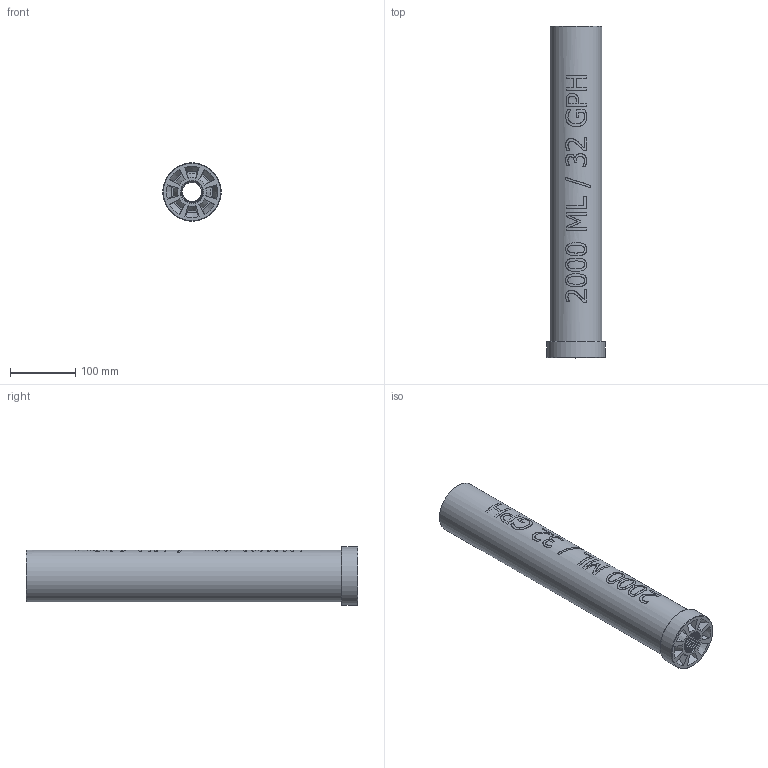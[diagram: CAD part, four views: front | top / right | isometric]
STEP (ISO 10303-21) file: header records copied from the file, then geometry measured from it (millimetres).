
FILE_DESCRIPTION((''),'2;1');
FILE_NAME('PV#1-2000_R0.stp','2016-03-17T11:17:29',('Engineering'),(''),'Autodesk Inventor 2009','Autodesk Inventor 2009','');
FILE_SCHEMA(('AUTOMOTIVE_DESIGN { 1 0 10303 214 1 1 1 1 }'));
Length unit declared in the file: inch
Products named in the file (3): PV#1-2000_R0; PV2000-ENCAP; PV-2000-TUBE_R0
Assembly tree (2 placements, depth 2):
  PV#1-2000_R0
    PV2000-ENCAP
    PV-2000-TUBE_R0
Bounding box: 89.34 x 508 x 89.34 mm (x, y, z)
Volume: 294051.9 mm3; surface area: 275380 mm2
Topology: 2 solids, 2 shells, 367 faces, 965 edges, 627 vertices
Faces by surface type: bspline 170, plane 121, cone 39, cylinder 37
Full cylindrical faces by diameter (mm): 29.367 x8, 76.327 x1, 79.375 x1, 89.343 x1
Entity records: 61804 total; most frequent: CARTESIAN_POINT 53990, ORIENTED_EDGE 1900, DIRECTION 1061, EDGE_CURVE 950, VERTEX_POINT 622, VECTOR 481, LINE 481, EDGE_LOOP 406
